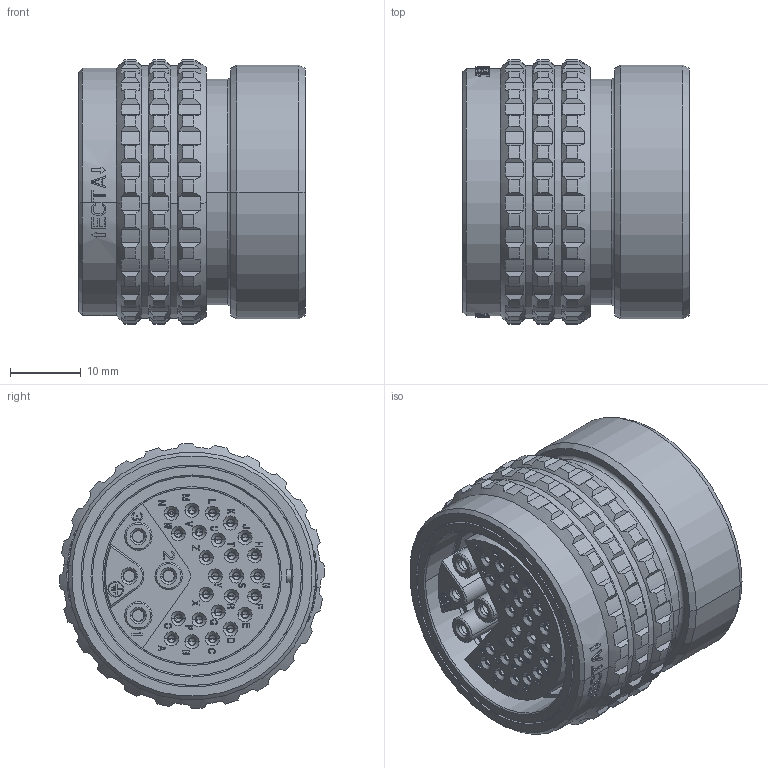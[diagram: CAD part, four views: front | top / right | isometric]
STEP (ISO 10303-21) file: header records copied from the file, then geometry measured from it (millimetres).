
FILE_DESCRIPTION((''),'2;1');
FILE_NAME('1331M529FS','2024-07-24T08:58:47',('paultorloting'),('NET AG system integration'),'CREO PARAMETRIC BY PTC INC, 2021404','CREO PARAMETRIC BY PTC INC, 2021404','');
FILE_SCHEMA(('AUTOMOTIVE_DESIGN { 1 0 10303 214 1 1 1 1 }'));
Length unit declared in the file: millimetre
Products named in the file (1): 1331M529FS
Bounding box: 32 x 37.5 x 37.5 mm (x, y, z)
Volume: 20137.8 mm3; surface area: 19263.6 mm2
Topology: 1 solids, 28 shells, 3561 faces, 9189 edges, 5950 vertices
Faces by surface type: plane 2244, cylinder 876, cone 250, torus 161, bspline 20, sphere 10
Entity records: 140271 total; most frequent: CARTESIAN_POINT 28711, ORIENTED_EDGE 18270, DIRECTION 17786, EDGE_CURVE 9135, VECTOR 5969, LINE 5969, VERTEX_POINT 5950, AXIS2_PLACEMENT_3D 5907
